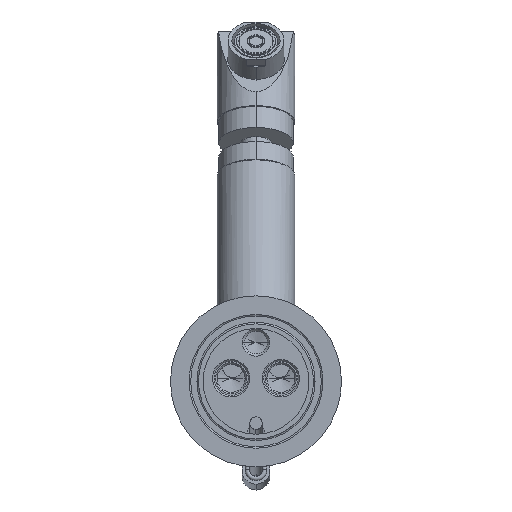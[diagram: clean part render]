
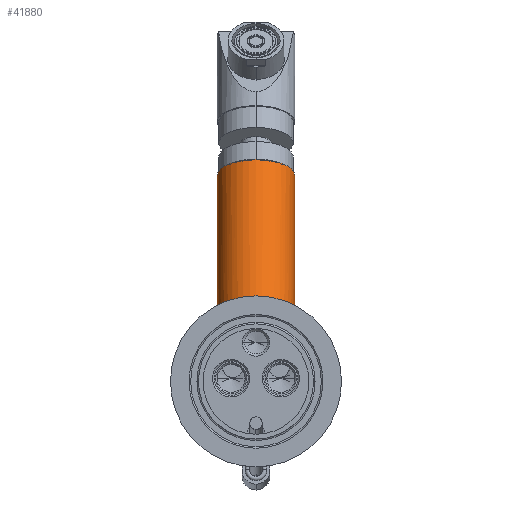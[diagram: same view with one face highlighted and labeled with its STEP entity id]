
A CAD part, front view. The second image highlights one B-rep face of the part: STEP entity #41880.
In plain terms, the highlighted cylindrical face has radius 12.5 mm (diameter 25 mm), a partial arc.
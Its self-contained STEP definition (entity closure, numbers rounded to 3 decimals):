
#13451=CARTESIAN_POINT('',(11.359,74.808,19.422));
#13461=CARTESIAN_POINT('',(11.359,74.808,19.422));
#13462=CARTESIAN_POINT('',(11.428,74.955,19.382));
#13463=CARTESIAN_POINT('',(11.559,75.25,19.304));
#13464=CARTESIAN_POINT('',(11.736,75.702,19.197));
#13465=CARTESIAN_POINT('',(11.895,76.163,19.099));
#13466=CARTESIAN_POINT('',(12.035,76.634,19.011));
#13467=CARTESIAN_POINT('',(12.157,77.115,18.933));
#13468=CARTESIAN_POINT('',(12.261,77.605,18.866));
#13469=CARTESIAN_POINT('',(12.347,78.106,18.81));
#13470=CARTESIAN_POINT('',(12.415,78.618,18.765));
#13471=CARTESIAN_POINT('',(12.463,79.142,18.733));
#13472=CARTESIAN_POINT('',(12.493,79.679,18.713));
#13473=CARTESIAN_POINT('',(12.5,80.046,18.708));
#13474=CARTESIAN_POINT('',(12.5,80.232,18.708));
#13476=CARTESIAN_POINT('',(12.5,80.232,18.708));
#13736=CARTESIAN_POINT('',(-12.5,80.232,
18.708));
#13738=CARTESIAN_POINT('',(-12.5,80.232,
18.708));
#13739=CARTESIAN_POINT('',(-12.5,80.046,
18.708));
#13740=CARTESIAN_POINT('',(-12.493,79.679,
18.713));
#13741=CARTESIAN_POINT('',(-12.463,79.142,
18.733));
#13742=CARTESIAN_POINT('',(-12.415,78.618,
18.765));
#13743=CARTESIAN_POINT('',(-12.347,78.106,
18.81));
#13744=CARTESIAN_POINT('',(-12.261,77.605,
18.866));
#13745=CARTESIAN_POINT('',(-12.157,77.115,
18.933));
#13746=CARTESIAN_POINT('',(-12.035,76.634,
19.011));
#13747=CARTESIAN_POINT('',(-11.895,76.163,
19.099));
#13748=CARTESIAN_POINT('',(-11.736,75.702,
19.197));
#13749=CARTESIAN_POINT('',(-11.559,75.25,
19.304));
#13750=CARTESIAN_POINT('',(-11.428,74.955,
19.382));
#13751=CARTESIAN_POINT('',(-11.359,74.808,
19.422));
#13753=CARTESIAN_POINT('',(0.,68.208,22.5));
#13761=CARTESIAN_POINT('',(-11.359,74.808,
19.422));
#14715=DIRECTION('',(0.,0.423,0.906));
#14716=VECTOR('',#14715,52.355);
#14717=CARTESIAN_POINT('',(-12.5,80.232,
18.708));
#14718=LINE('',#14717,#14716);
#14719=DIRECTION('',(0.,0.423,0.906));
#14720=VECTOR('',#14719,52.355);
#14721=CARTESIAN_POINT('',(12.5,80.232,18.708));
#14722=LINE('',#14721,#14720);
#14723=CARTESIAN_POINT('',(0.,79.537,17.217));
#14724=DIRECTION('',(0.,0.423,0.906));
#14725=DIRECTION('',(0.,-0.906,0.423));
#14726=AXIS2_PLACEMENT_3D('',#14723,#14724,#14725);
#14728=CARTESIAN_POINT('',(0.,79.537,17.217));
#14729=DIRECTION('',(0.,0.423,0.906));
#14730=DIRECTION('',(-0.909,-0.378,0.176));
#14731=AXIS2_PLACEMENT_3D('',#14728,#14729,#14730);
#14733=CARTESIAN_POINT('',(0.,102.358,
66.158));
#14734=DIRECTION('',(0.,0.423,0.906));
#14735=DIRECTION('',(-1.,0.,0.));
#14736=AXIS2_PLACEMENT_3D('',#14733,#14734,#14735);
#18967=CARTESIAN_POINT('',(-12.5,102.358,66.158));
#18968=CARTESIAN_POINT('',(12.5,102.358,66.158));
#18969=VERTEX_POINT('',#18967);
#18970=VERTEX_POINT('',#18968);
#18971=VERTEX_POINT('',#13753);
#18972=VERTEX_POINT('',#13761);
#18974=VERTEX_POINT('',#13736);
#18975=VERTEX_POINT('',#13451);
#18976=VERTEX_POINT('',#13476);
#41863=CARTESIAN_POINT('',(0.,103.499,
68.605));
#41864=DIRECTION('',(0.,-0.423,-0.906));
#41865=DIRECTION('',(1.,0.,0.));
#41866=AXIS2_PLACEMENT_3D('',#41863,#41864,#41865);
#41867=CYLINDRICAL_SURFACE('',#41866,12.5);
#41868=ORIENTED_EDGE('',*,*,#40384,.F.);
#41869=ORIENTED_EDGE('',*,*,#41851,.T.);
#41871=ORIENTED_EDGE('',*,*,#41870,.T.);
#41872=ORIENTED_EDGE('',*,*,#41847,.F.);
#41873=ORIENTED_EDGE('',*,*,#40344,.F.);
#41875=ORIENTED_EDGE('',*,*,#41874,.F.);
#41877=ORIENTED_EDGE('',*,*,#41876,.F.);
#41878=EDGE_LOOP('',(#41868,#41869,#41871,#41872,#41873,#41875,#41877));
#41879=FACE_OUTER_BOUND('',#41878,.F.);
#41880=ADVANCED_FACE('',(#41879),#41867,.T.);
#13475=B_SPLINE_CURVE_WITH_KNOTS('',3,(#13461,#13462,#13463,#13464,#13465,
#13466,#13467,#13468,#13469,#13470,#13471,#13472,#13473,#13474),.UNSPECIFIED.,
.F.,.F.,(4,1,1,1,1,1,1,1,1,1,1,4),(0.,0.091,0.182,
0.273,0.364,0.455,0.545,
0.636,0.727,0.818,0.909,1.),
.UNSPECIFIED.);
#13752=B_SPLINE_CURVE_WITH_KNOTS('',3,(#13738,#13739,#13740,#13741,#13742,
#13743,#13744,#13745,#13746,#13747,#13748,#13749,#13750,#13751),.UNSPECIFIED.,
.F.,.F.,(4,1,1,1,1,1,1,1,1,1,1,4),(0.,0.091,0.182,
0.273,0.364,0.455,0.545,
0.636,0.727,0.818,0.909,1.),
.UNSPECIFIED.);
#14727=CIRCLE('',#14726,12.5);
#14732=CIRCLE('',#14731,12.5);
#14737=CIRCLE('',#14736,12.5);
#40344=EDGE_CURVE('',#18975,#18976,#13475,.T.);
#40384=EDGE_CURVE('',#18974,#18972,#13752,.T.);
#41847=EDGE_CURVE('',#18976,#18970,#14722,.T.);
#41851=EDGE_CURVE('',#18974,#18969,#14718,.T.);
#41870=EDGE_CURVE('',#18969,#18970,#14737,.T.);
#41874=EDGE_CURVE('',#18971,#18975,#14727,.T.);
#41876=EDGE_CURVE('',#18972,#18971,#14732,.T.);
